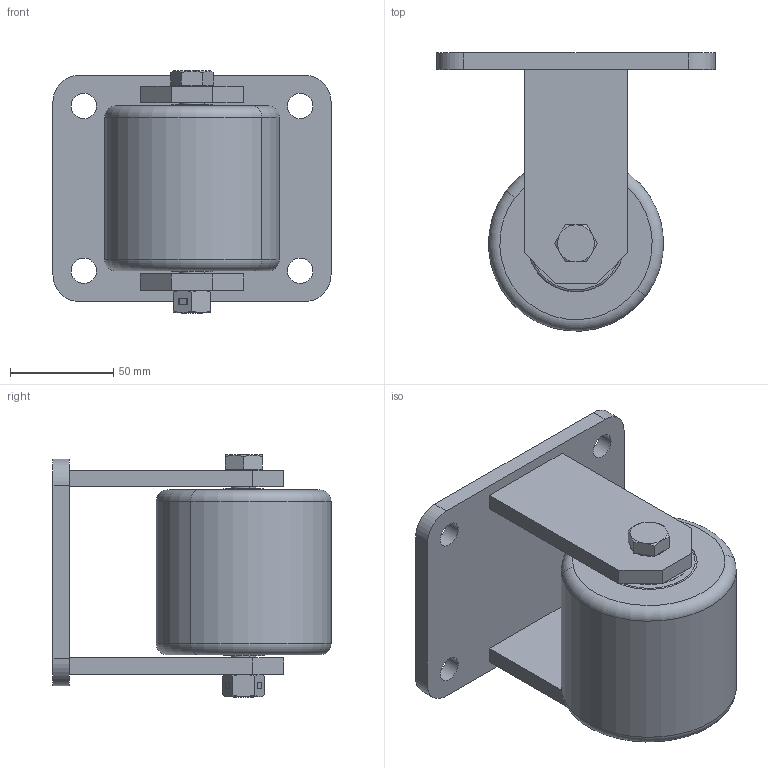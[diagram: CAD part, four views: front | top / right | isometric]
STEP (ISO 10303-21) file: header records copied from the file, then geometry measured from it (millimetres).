
FILE_DESCRIPTION (( 'STEP AP214' ), '1' );
FILE_NAME ('0012670.step', '2021-04-06T09:27:23', ( '' ), ( '' ), 'SwSTEP 2.0', 'SolidWorks 2020', '' );
FILE_SCHEMA (( 'AUTOMOTIVE_DESIGN' ));
Length unit declared in the file: millimetre
Products named in the file (1): 0012670
Bounding box: 135 x 134.95 x 117.5 mm (x, y, z)
Surface area: 118367.4 mm2 (no closed solid volume)
Topology: 0 solids, 14 shells, 168 faces, 384 edges, 240 vertices
Faces by surface type: plane 70, cylinder 48, torus 26, cone 24
Entity records: 6816 total; most frequent: CARTESIAN_POINT 1001, DIRECTION 872, ORIENTED_EDGE 736, EDGE_CURVE 384, AXIS2_PLACEMENT_3D 355, VERTEX_POINT 240, EDGE_LOOP 196, CIRCLE 186
